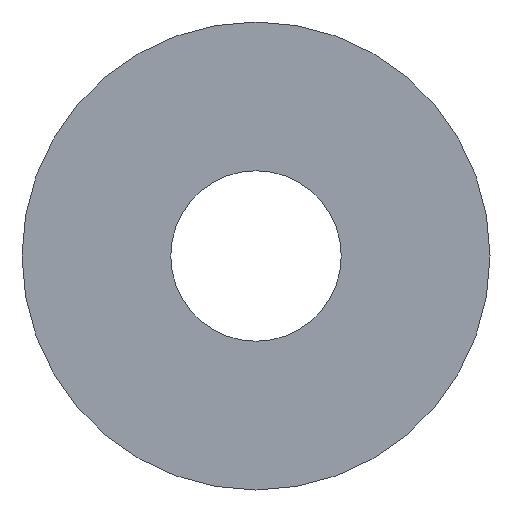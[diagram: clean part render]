
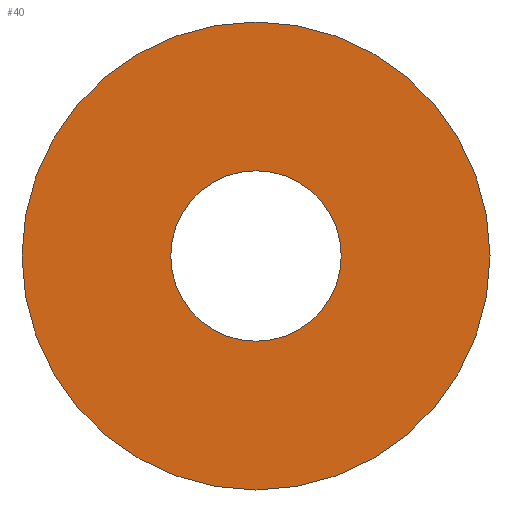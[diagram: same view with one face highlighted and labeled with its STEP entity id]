
A CAD part, left-side view. The second image highlights one B-rep face of the part: STEP entity #40.
In plain terms, the highlighted planar face has unit normal (-1, 0, 0).
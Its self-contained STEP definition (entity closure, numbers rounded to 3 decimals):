
#40=ADVANCED_FACE('NONE',(#79,#80),#81,.F.);
#79=FACE_OUTER_BOUND('',#117,.T.);
#80=FACE_BOUND('',#118,.T.);
#81=PLANE('',#119);
#117=EDGE_LOOP('',(#164,#165));
#118=EDGE_LOOP('',(#166,#167));
#119=AXIS2_PLACEMENT_3D('',#168,#169,#170);
#164=ORIENTED_EDGE('',*,*,#228,.F.);
#165=ORIENTED_EDGE('',*,*,#225,.F.);
#166=ORIENTED_EDGE('',*,*,#229,.T.);
#167=ORIENTED_EDGE('',*,*,#218,.T.);
#168=CARTESIAN_POINT('',(-6.0,0.0,0.0));
#169=DIRECTION('',(1.0,0.0,0.0));
#170=DIRECTION('',(0.0,0.0,-1.0));
#218=EDGE_CURVE('NONE',#250,#251,#252,.T.);
#225=EDGE_CURVE('NONE',#262,#264,#265,.T.);
#228=EDGE_CURVE('NONE',#264,#262,#268,.T.);
#229=EDGE_CURVE('NONE',#251,#250,#269,.T.);
#250=VERTEX_POINT('NONE',#292);
#251=VERTEX_POINT('NONE',#293);
#252=CIRCLE('',#294,5.1);
#262=VERTEX_POINT('NONE',#306);
#264=VERTEX_POINT('NONE',#309);
#265=CIRCLE('',#310,14.0);
#268=CIRCLE('',#314,14.0);
#269=CIRCLE('',#315,5.1);
#292=CARTESIAN_POINT('',(-6.0,0.,5.1));
#293=CARTESIAN_POINT('',(-6.0,0.0,-5.1));
#294=AXIS2_PLACEMENT_3D('',#334,#335,#336);
#306=CARTESIAN_POINT('',(-6.0,0.,-14.0));
#309=CARTESIAN_POINT('',(-6.0,0.0,14.0));
#310=AXIS2_PLACEMENT_3D('',#346,#347,#348);
#314=AXIS2_PLACEMENT_3D('',#350,#351,#352);
#315=AXIS2_PLACEMENT_3D('',#353,#354,#355);
#334=CARTESIAN_POINT('',(-6.0,0.0,0.0));
#335=DIRECTION('',(1.0,0.0,0.0));
#336=DIRECTION('',(0.0,0.0,-1.0));
#346=CARTESIAN_POINT('',(-6.0,0.0,0.0));
#347=DIRECTION('',(1.0,0.0,-0.0));
#348=DIRECTION('',(0.0,0.0,1.0));
#350=CARTESIAN_POINT('',(-6.0,0.0,0.0));
#351=DIRECTION('',(1.0,0.0,-0.0));
#352=DIRECTION('',(0.0,0.0,1.0));
#353=CARTESIAN_POINT('',(-6.0,0.0,0.0));
#354=DIRECTION('',(1.0,0.0,0.0));
#355=DIRECTION('',(0.0,0.0,-1.0));
